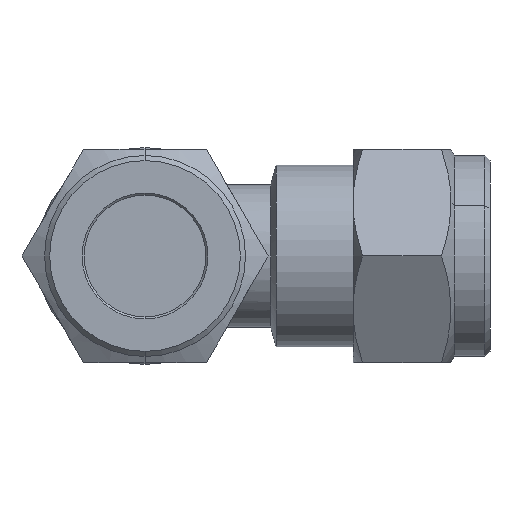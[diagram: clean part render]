
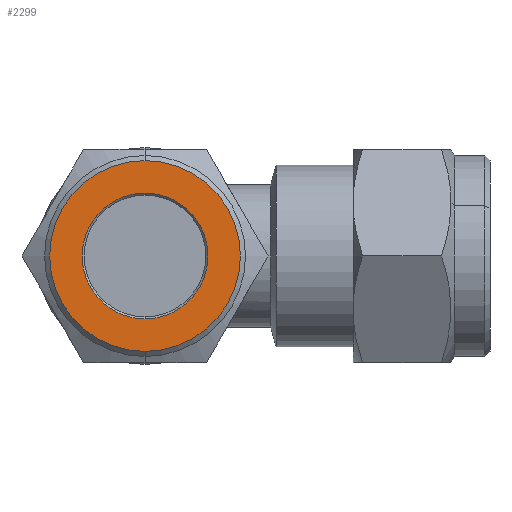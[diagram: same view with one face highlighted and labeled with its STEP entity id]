
A CAD part, left-side view. The second image highlights one B-rep face of the part: STEP entity #2299.
In plain terms, the highlighted planar face has unit normal (-1, 0, 0).
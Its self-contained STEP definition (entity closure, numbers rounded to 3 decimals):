
#496 = ORIENTED_EDGE ( 'NONE', *, *, #2586, .T. ) ;
#497 = ORIENTED_EDGE ( 'NONE', *, *, #2643, .T. ) ;
#498 = ORIENTED_EDGE ( 'NONE', *, *, #2649, .T. ) ;
#499 = ORIENTED_EDGE ( 'NONE', *, *, #2585, .T. ) ;
#617 = AXIS2_PLACEMENT_3D ( 'NONE', #2797, #2798, #2799 ) ;
#618 = AXIS2_PLACEMENT_3D ( 'NONE', #2802, #2803, #2804 ) ;
#637 = AXIS2_PLACEMENT_3D ( 'NONE', #1086, #1087, #1088 ) ;
#639 = AXIS2_PLACEMENT_3D ( 'NONE', #1097, #1098, #1099 ) ;
#827 = EDGE_LOOP ( 'NONE', ( #497, #496 ) ) ;
#1086 = CARTESIAN_POINT ( 'NONE',  ( -34., 27.5, 0. ) ) ;
#1087 = DIRECTION ( 'NONE',  ( 1., 0., 0. ) ) ;
#1088 = DIRECTION ( 'NONE',  ( 0., 0., -1. ) ) ;
#1097 = CARTESIAN_POINT ( 'NONE',  ( -34., 27.5, 0. ) ) ;
#1098 = DIRECTION ( 'NONE',  ( -1., 0., 0. ) ) ;
#1099 = DIRECTION ( 'NONE',  ( 0., 0., 1. ) ) ;
#1141 = CARTESIAN_POINT ( 'NONE',  ( -34., 27.5, 6.2 ) ) ;
#1142 = CARTESIAN_POINT ( 'NONE',  ( -34., 27.5, -6.2 ) ) ;
#1153 = CARTESIAN_POINT ( 'NONE',  ( -34., 27.5, -9.4 ) ) ;
#1155 = CARTESIAN_POINT ( 'NONE',  ( -34., 27.5, 9.4 ) ) ;
#1542 = DIRECTION ( 'NONE',  ( -1., 0., 0. ) ) ;
#1543 = CARTESIAN_POINT ( 'NONE',  ( -34., 37.4, 0. ) ) ;
#1545 = PLANE ( 'NONE',  #2708 ) ;
#1547 = DIRECTION ( 'NONE',  ( 0., 0., 1. ) ) ;
#1929 = FACE_OUTER_BOUND ( 'NONE', #3033, .T. ) ;
#1931 = FACE_BOUND ( 'NONE', #827, .T. ) ;
#2201 = CIRCLE ( 'NONE', #617, 9.4 ) ;
#2202 = CIRCLE ( 'NONE', #618, 6.2 ) ;
#2252 = CIRCLE ( 'NONE', #637, 6.2 ) ;
#2263 = CIRCLE ( 'NONE', #639, 9.4 ) ;
#2299 = ADVANCED_FACE ( 'NONE', ( #1929, #1931 ), #1545, .T. ) ;
#2585 = EDGE_CURVE ( 'NONE', #3029, #3031, #2201, .T. ) ;
#2586 = EDGE_CURVE ( 'NONE', #3018, #3017, #2202, .T. ) ;
#2643 = EDGE_CURVE ( 'NONE', #3017, #3018, #2252, .T. ) ;
#2649 = EDGE_CURVE ( 'NONE', #3031, #3029, #2263, .T. ) ;
#2708 = AXIS2_PLACEMENT_3D ( 'NONE', #1543, #1542, #1547 ) ;
#2797 = CARTESIAN_POINT ( 'NONE',  ( -34., 27.5, 0. ) ) ;
#2798 = DIRECTION ( 'NONE',  ( -1., 0., 0. ) ) ;
#2799 = DIRECTION ( 'NONE',  ( 0., 0., 1. ) ) ;
#2802 = CARTESIAN_POINT ( 'NONE',  ( -34., 27.5, 0. ) ) ;
#2803 = DIRECTION ( 'NONE',  ( 1., 0., 0. ) ) ;
#2804 = DIRECTION ( 'NONE',  ( 0., 0., -1. ) ) ;
#3017 = VERTEX_POINT ( 'NONE', #1141 ) ;
#3018 = VERTEX_POINT ( 'NONE', #1142 ) ;
#3029 = VERTEX_POINT ( 'NONE', #1153 ) ;
#3031 = VERTEX_POINT ( 'NONE', #1155 ) ;
#3033 = EDGE_LOOP ( 'NONE', ( #499, #498 ) ) ;
